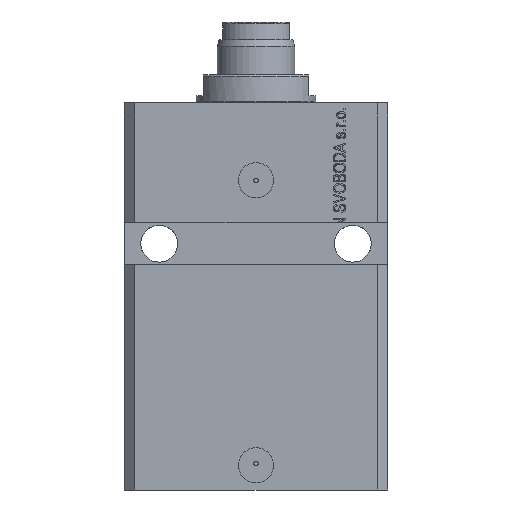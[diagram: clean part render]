
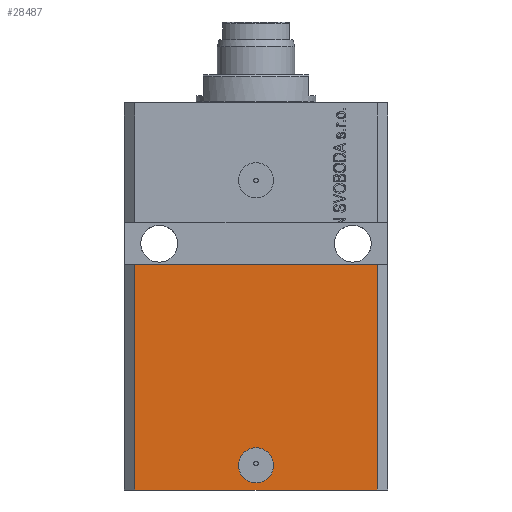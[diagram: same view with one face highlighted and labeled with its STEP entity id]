
A CAD part, front view. The second image highlights one B-rep face of the part: STEP entity #28487.
In plain terms, the highlighted planar face has unit normal (0, -1, 0).
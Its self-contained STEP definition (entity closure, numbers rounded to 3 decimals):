
#176 = VECTOR ( 'NONE', #3607, 1000. ) ;
#183 = EDGE_CURVE ( 'NONE', #14250, #20246, #20913, .T. ) ;
#1151 = CARTESIAN_POINT ( 'NONE',  ( 0., -27.5, -103. ) ) ;
#1174 = ORIENTED_EDGE ( 'NONE', *, *, #22190, .F. ) ;
#1182 = DIRECTION ( 'NONE',  ( 1., 0., 0. ) ) ;
#1351 = VERTEX_POINT ( 'NONE', #4398 ) ;
#1755 = DIRECTION ( 'NONE',  ( 0., 0., -1. ) ) ;
#2223 = CARTESIAN_POINT ( 'NONE',  ( -34.5, -27.5, -110. ) ) ;
#2557 = VECTOR ( 'NONE', #1182, 1000. ) ;
#3447 = VERTEX_POINT ( 'NONE', #46252 ) ;
#3607 = DIRECTION ( 'NONE',  ( 1., 0., 0. ) ) ;
#4312 = AXIS2_PLACEMENT_3D ( 'NONE', #1151, #32969, #26181 ) ;
#4398 = CARTESIAN_POINT ( 'NONE',  ( 5., -27.5, -103. ) ) ;
#4815 = EDGE_CURVE ( 'NONE', #27315, #1351, #10045, .T. ) ;
#5571 = CARTESIAN_POINT ( 'NONE',  ( 34.5, -27.5, -110. ) ) ;
#7079 = ORIENTED_EDGE ( 'NONE', *, *, #183, .T. ) ;
#7604 = CARTESIAN_POINT ( 'NONE',  ( -34.5, -27.5, -46. ) ) ;
#7962 = LINE ( 'NONE', #29028, #2557 ) ;
#10045 = CIRCLE ( 'NONE', #16030, 5. ) ;
#10601 = EDGE_CURVE ( 'NONE', #29381, #3447, #7962, .T. ) ;
#12035 = FACE_BOUND ( 'NONE', #31855, .T. ) ;
#12309 = CARTESIAN_POINT ( 'NONE',  ( -5., -27.5, -103. ) ) ;
#12626 = CARTESIAN_POINT ( 'NONE',  ( -34.5, -27.5, -110. ) ) ;
#13469 = VECTOR ( 'NONE', #30389, 1000. ) ;
#14092 = DIRECTION ( 'NONE',  ( 0., -1., 0. ) ) ;
#14250 = VERTEX_POINT ( 'NONE', #12626 ) ;
#15593 = EDGE_CURVE ( 'NONE', #14250, #29381, #17544, .T. ) ;
#16030 = AXIS2_PLACEMENT_3D ( 'NONE', #34305, #14092, #17137 ) ;
#17137 = DIRECTION ( 'NONE',  ( 1., 0., 0. ) ) ;
#17544 = LINE ( 'NONE', #32064, #37803 ) ;
#18274 = ORIENTED_EDGE ( 'NONE', *, *, #45902, .T. ) ;
#19737 = FACE_OUTER_BOUND ( 'NONE', #23540, .T. ) ;
#19837 = LINE ( 'NONE', #38090, #13469 ) ;
#20246 = VERTEX_POINT ( 'NONE', #5571 ) ;
#20678 = CARTESIAN_POINT ( 'NONE',  ( -34.5, -27.5, -110. ) ) ;
#20913 = LINE ( 'NONE', #20678, #176 ) ;
#22190 = EDGE_CURVE ( 'NONE', #1351, #27315, #39401, .T. ) ;
#23032 = PLANE ( 'NONE',  #42565 ) ;
#23540 = EDGE_LOOP ( 'NONE', ( #24615, #32944, #7079, #18274 ) ) ;
#24615 = ORIENTED_EDGE ( 'NONE', *, *, #10601, .F. ) ;
#26181 = DIRECTION ( 'NONE',  ( 1., 0., 0. ) ) ;
#26544 = DIRECTION ( 'NONE',  ( 0., -1., 0. ) ) ;
#27315 = VERTEX_POINT ( 'NONE', #12309 ) ;
#28487 = ADVANCED_FACE ( 'NONE', ( #12035, #19737 ), #23032, .T. ) ;
#29028 = CARTESIAN_POINT ( 'NONE',  ( -37.5, -27.5, -46. ) ) ;
#29381 = VERTEX_POINT ( 'NONE', #7604 ) ;
#30389 = DIRECTION ( 'NONE',  ( 0., 0., 1. ) ) ;
#31377 = DIRECTION ( 'NONE',  ( 0., 0., 1. ) ) ;
#31855 = EDGE_LOOP ( 'NONE', ( #1174, #40655 ) ) ;
#32064 = CARTESIAN_POINT ( 'NONE',  ( -34.5, -27.5, -110. ) ) ;
#32944 = ORIENTED_EDGE ( 'NONE', *, *, #15593, .F. ) ;
#32969 = DIRECTION ( 'NONE',  ( 0., -1., 0. ) ) ;
#34305 = CARTESIAN_POINT ( 'NONE',  ( 0., -27.5, -103. ) ) ;
#37803 = VECTOR ( 'NONE', #31377, 1000. ) ;
#38090 = CARTESIAN_POINT ( 'NONE',  ( 34.5, -27.5, -110. ) ) ;
#39401 = CIRCLE ( 'NONE', #4312, 5. ) ;
#40655 = ORIENTED_EDGE ( 'NONE', *, *, #4815, .F. ) ;
#42565 = AXIS2_PLACEMENT_3D ( 'NONE', #2223, #26544, #1755 ) ;
#45902 = EDGE_CURVE ( 'NONE', #20246, #3447, #19837, .T. ) ;
#46252 = CARTESIAN_POINT ( 'NONE',  ( 34.5, -27.5, -46. ) ) ;
